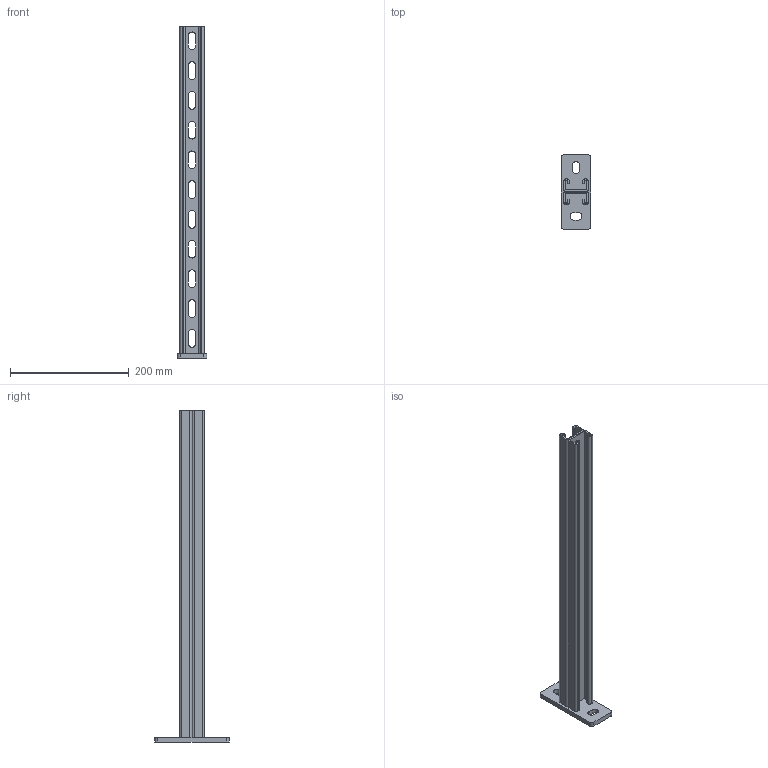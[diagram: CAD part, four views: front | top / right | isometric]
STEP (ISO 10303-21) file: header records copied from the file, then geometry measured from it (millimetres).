
FILE_DESCRIPTION (( 'STEP AP203' ), '1' );
FILE_NAME ('Êîíñîëü Strut äâîéíàÿ_h21-500.step', '2022-01-27T09:03:01', ( '' ), ( '' ), 'SwSTEP 2.0', 'SolidWorks 2017', '' );
FILE_SCHEMA (( 'CONFIG_CONTROL_DESIGN' ));
Length unit declared in the file: millimetre
Products named in the file (3): STRUT-镳铘桦黖h21-550; Êîíñîëü Strut äâîéíàÿ_h21-500; ÊÈÂÀ 207.03.01 Ïÿòêà êîíñîëè ¹1_-01
Assembly tree (3 placements, depth 2):
  Êîíñîëü Strut äâîéíàÿ_h21-500
    ÊÈÂÀ 207.03.01 Ïÿòêà êîíñîëè ¹1_-01
    STRUT-镳铘桦黖h21-550  x2
Bounding box: 50 x 125 x 558 mm (x, y, z)
Volume: 283992.5 mm3; surface area: 221579.9 mm2
Topology: 3 solids, 3 shells, 1913 faces, 5719 edges, 3812 vertices
Faces by surface type: plane 1848, cylinder 65
Entity records: 32244 total; most frequent: CARTESIAN_POINT 5780, ORIENTED_EDGE 5770, DIRECTION 4903, EDGE_CURVE 2885, LINE 2811, VECTOR 2811, VERTEX_POINT 1923, AXIS2_PLACEMENT_3D 1046
